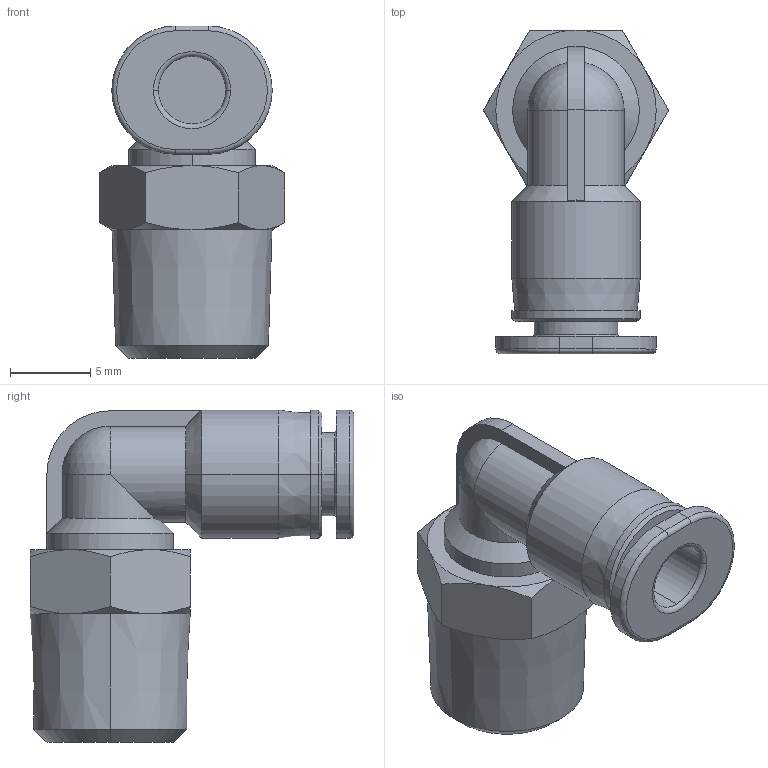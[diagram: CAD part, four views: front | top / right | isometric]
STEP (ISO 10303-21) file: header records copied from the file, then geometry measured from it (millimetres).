
FILE_DESCRIPTION((''),'2;1');
FILE_NAME('PL0401C-mdt.stp','2017-07-24T14:47:35',(''),(''),'Mechanical Desktop 2009','Mechanical Desktop 2009',', , ');
FILE_SCHEMA(('CONFIG_CONTROL_DESIGN'));
Length unit declared in the file: millimetre
Products named in the file (6): PL0401C-MDTA; PL0401C-MDT; COLLAR-L04C; NL01C; NLM6C; NLM5C
Assembly tree (6 placements, depth 2):
  PL0401C-MDTA
    PL0401C-MDT
    COLLAR-L04C  x2
    NL01C
    NLM6C
    NLM5C
Bounding box: 11.55 x 20.2 x 20.7 mm (x, y, z)
Volume: 1577.1 mm3; surface area: 1270.4 mm2
Topology: 1 solids, 1 shells, 81 faces, 180 edges, 102 vertices
Faces by surface type: plane 28, cone 24, cylinder 21, torus 4, bspline 2, sphere 2
Entity records: 2449 total; most frequent: CARTESIAN_POINT 523, DIRECTION 406, ORIENTED_EDGE 358, EDGE_CURVE 179, AXIS2_PLACEMENT_3D 167, VERTEX_POINT 102, EDGE_LOOP 87, FACE_OUTER_BOUND 81
